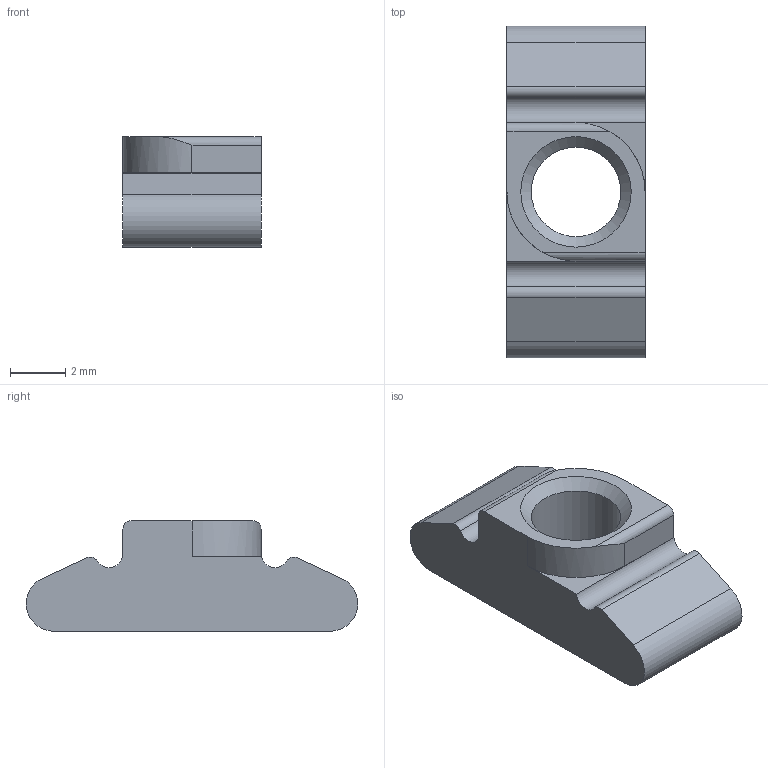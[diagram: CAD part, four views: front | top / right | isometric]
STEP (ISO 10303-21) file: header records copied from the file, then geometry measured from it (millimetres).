
FILE_DESCRIPTION(/* description */ ('STEP AP214'),/* implementation_level */ '2;1');
FILE_NAME(/* name */ '8003032_ABAN-1M4-5',/* time_stamp */ '2024-07-26T20:39:36+02:00',/* author */ ('License CC BY-ND 4.0'),/* organization */ ('CADENAS'),/* preprocessor_version */ 'ST-DEVELOPER v19.3',/* originating_system */ 'PARTsolutions',/* authorisation */ ' ');
FILE_SCHEMA (('AUTOMOTIVE_DESIGN {1 0 10303 214 3 1 1}'));
Length unit declared in the file: millimetre
Products named in the file (1): 8003032 ABAN-1M4-5
Bounding box: 5 x 12 x 4 mm (x, y, z)
Volume: 138.3 mm3; surface area: 236.3 mm2
Topology: 1 solids, 1 shells, 23 faces, 61 edges, 40 vertices
Faces by surface type: cylinder 11, plane 10, cone 2
Full cylindrical faces by diameter (mm): 3.242 x1
Entity records: 742 total; most frequent: CARTESIAN_POINT 128, DIRECTION 126, ORIENTED_EDGE 116, EDGE_CURVE 58, AXIS2_PLACEMENT_3D 46, VERTEX_POINT 40, LINE 34, VECTOR 34
